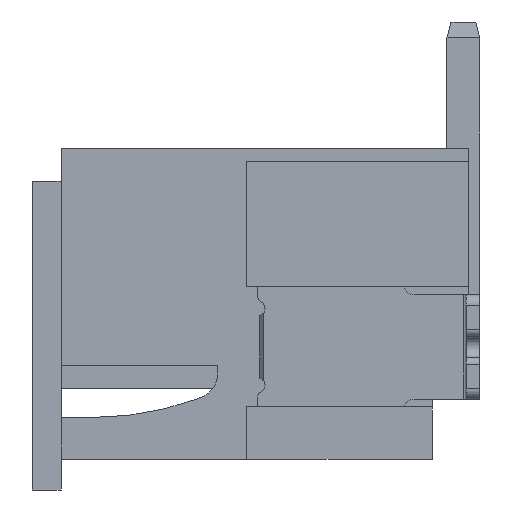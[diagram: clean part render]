
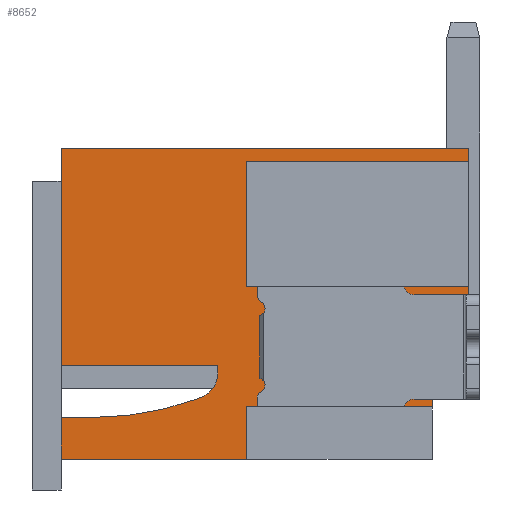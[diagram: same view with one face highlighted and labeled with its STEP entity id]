
A CAD part, left-side view. The second image highlights one B-rep face of the part: STEP entity #8652.
In plain terms, the highlighted planar face has unit normal (-1, 0, 0).
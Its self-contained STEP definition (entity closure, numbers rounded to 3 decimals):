
#1=DIRECTION('',(0.,0.841,-0.541));
#2=VECTOR('',#1,0.832);
#3=CARTESIAN_POINT('',(-23.75,-7.8,2.1));
#4=LINE('',#3,#2);
#5=DIRECTION('',(0.,0.707,-0.707));
#6=VECTOR('',#5,0.212);
#7=CARTESIAN_POINT('',(-23.75,-3.7,0.45));
#8=LINE('',#7,#6);
#9=CARTESIAN_POINT('',(-23.75,-0.6,6.622));
#10=DIRECTION('',(-1.,0.,0.));
#11=DIRECTION('',(0.,0.,-1.));
#12=AXIS2_PLACEMENT_3D('',#9,#10,#11);
#14=DIRECTION('',(0.,-0.94,0.342));
#15=VECTOR('',#14,0.085);
#16=CARTESIAN_POINT('',(-23.75,-2.591,1.151));
#17=LINE('',#16,#15);
#18=CARTESIAN_POINT('',(-23.75,-2.5,1.65));
#19=DIRECTION('',(-1.,0.,0.));
#20=DIRECTION('',(0.,-0.342,-0.94));
#21=AXIS2_PLACEMENT_3D('',#18,#19,#20);
#23=DIRECTION('',(0.,-0.707,-0.707));
#24=VECTOR('',#23,0.212);
#25=CARTESIAN_POINT('',(-23.75,-3.55,4.));
#26=LINE('',#25,#24);
#31=DIRECTION('',(0.,0.,1.));
#32=VECTOR('',#31,1.2);
#33=CARTESIAN_POINT('',(-23.75,-7.8,2.1));
#34=LINE('',#33,#32);
#35=DIRECTION('',(0.,0.,1.));
#36=VECTOR('',#35,0.25);
#37=CARTESIAN_POINT('',(-23.75,-7.8,5.7));
#38=LINE('',#37,#36);
#55=DIRECTION('',(0.,1.,0.));
#56=VECTOR('',#55,1.25);
#57=CARTESIAN_POINT('',(-23.75,-7.8,3.3));
#58=LINE('',#57,#56);
#227=DIRECTION('',(0.,0.,1.));
#228=VECTOR('',#227,0.55);
#229=CARTESIAN_POINT('',(-23.75,-6.55,3.3));
#230=LINE('',#229,#228);
#251=DIRECTION('',(0.,1.,0.));
#252=VECTOR('',#251,2.85);
#253=CARTESIAN_POINT('',(-23.75,-6.55,3.85));
#254=LINE('',#253,#252);
#283=DIRECTION('',(0.,0.,1.));
#284=VECTOR('',#283,1.7);
#285=CARTESIAN_POINT('',(-23.75,-3.55,4.));
#286=LINE('',#285,#284);
#315=DIRECTION('',(0.,-1.,0.));
#316=VECTOR('',#315,4.25);
#317=CARTESIAN_POINT('',(-23.75,-3.55,5.7));
#318=LINE('',#317,#316);
#373=DIRECTION('',(0.,-1.,0.));
#374=VECTOR('',#373,2.85);
#375=CARTESIAN_POINT('',(-23.75,-3.7,0.45));
#376=LINE('',#375,#374);
#417=DIRECTION('',(0.,-1.,0.));
#418=VECTOR('',#417,0.55);
#419=CARTESIAN_POINT('',(-23.75,-6.55,1.));
#420=LINE('',#419,#418);
#647=DIRECTION('',(0.,0.,1.));
#648=VECTOR('',#647,0.55);
#649=CARTESIAN_POINT('',(-23.75,-6.55,0.45));
#650=LINE('',#649,#648);
#695=DIRECTION('',(0.,0.,1.));
#696=VECTOR('',#695,0.65);
#697=CARTESIAN_POINT('',(-23.75,-7.1,1.));
#698=LINE('',#697,#696);
#1094=DIRECTION('',(0.,1.,0.));
#1095=VECTOR('',#1094,0.6);
#1096=CARTESIAN_POINT('',(-23.75,-0.6,0.8));
#1097=LINE('',#1096,#1095);
#2169=DIRECTION('',(0.,0.,-1.));
#2170=VECTOR('',#2169,4.15);
#2171=CARTESIAN_POINT('',(-23.75,0.,5.95));
#2172=LINE('',#2171,#2170);
#2264=DIRECTION('',(0.,-1.,0.));
#2265=VECTOR('',#2264,3.55);
#2266=CARTESIAN_POINT('',(-23.75,0.,0.));
#2267=LINE('',#2266,#2265);
#2367=DIRECTION('',(0.,0.,-1.));
#2368=VECTOR('',#2367,0.8);
#2369=CARTESIAN_POINT('',(-23.75,0.,0.8));
#2370=LINE('',#2369,#2368);
#2379=DIRECTION('',(0.,0.,1.));
#2380=VECTOR('',#2379,0.3);
#2381=CARTESIAN_POINT('',(-23.75,-3.55,0.));
#2382=LINE('',#2381,#2380);
#3835=DIRECTION('',(0.,1.,0.));
#3836=VECTOR('',#3835,7.8);
#3837=CARTESIAN_POINT('',(-23.75,-7.8,5.95));
#3838=LINE('',#3837,#3836);
#5197=DIRECTION('',(0.,-1.,0.));
#5198=VECTOR('',#5197,3.);
#5199=CARTESIAN_POINT('',(-23.75,0.,1.8));
#5200=LINE('',#5199,#5198);
#5235=DIRECTION('',(0.,0.,-1.));
#5236=VECTOR('',#5235,0.15);
#5237=CARTESIAN_POINT('',(-23.75,-3.,1.8));
#5238=LINE('',#5237,#5236);
#6573=CARTESIAN_POINT('',(-23.75,-7.8,2.1));
#6574=CARTESIAN_POINT('',(-23.75,-7.1,1.65));
#6575=VERTEX_POINT('',#6573);
#6576=VERTEX_POINT('',#6574);
#6577=CARTESIAN_POINT('',(-23.75,-7.1,1.));
#6578=VERTEX_POINT('',#6577);
#6579=CARTESIAN_POINT('',(-23.75,-6.55,1.));
#6580=VERTEX_POINT('',#6579);
#6581=CARTESIAN_POINT('',(-23.75,-3.7,0.45));
#6582=CARTESIAN_POINT('',(-23.75,-6.55,0.45));
#6583=VERTEX_POINT('',#6581);
#6584=VERTEX_POINT('',#6582);
#6585=CARTESIAN_POINT('',(-23.75,-3.55,0.));
#6586=CARTESIAN_POINT('',(-23.75,-3.55,0.3));
#6587=VERTEX_POINT('',#6585);
#6588=VERTEX_POINT('',#6586);
#6589=CARTESIAN_POINT('',(-23.75,0.,0.));
#6590=VERTEX_POINT('',#6589);
#6591=CARTESIAN_POINT('',(-23.75,0.,0.8));
#6592=VERTEX_POINT('',#6591);
#6593=CARTESIAN_POINT('',(-23.75,-0.6,0.8));
#6594=VERTEX_POINT('',#6593);
#6595=CARTESIAN_POINT('',(-23.75,-2.591,1.151));
#6596=VERTEX_POINT('',#6595);
#6597=CARTESIAN_POINT('',(-23.75,-2.671,1.18));
#6598=VERTEX_POINT('',#6597);
#6599=CARTESIAN_POINT('',(-23.75,-3.,1.65));
#6600=VERTEX_POINT('',#6599);
#6601=CARTESIAN_POINT('',(-23.75,-3.,1.8));
#6602=VERTEX_POINT('',#6601);
#6603=CARTESIAN_POINT('',(-23.75,0.,1.8));
#6604=VERTEX_POINT('',#6603);
#6605=CARTESIAN_POINT('',(-23.75,0.,5.95));
#6606=VERTEX_POINT('',#6605);
#6607=CARTESIAN_POINT('',(-23.75,-7.8,5.95));
#6608=VERTEX_POINT('',#6607);
#6609=CARTESIAN_POINT('',(-23.75,-3.55,5.7));
#6610=CARTESIAN_POINT('',(-23.75,-7.8,5.7));
#6611=VERTEX_POINT('',#6609);
#6612=VERTEX_POINT('',#6610);
#6613=CARTESIAN_POINT('',(-23.75,-3.55,4.));
#6614=VERTEX_POINT('',#6613);
#6615=CARTESIAN_POINT('',(-23.75,-7.8,3.3));
#6616=VERTEX_POINT('',#6615);
#7489=CARTESIAN_POINT('',(-23.75,-6.55,3.3));
#7490=VERTEX_POINT('',#7489);
#7505=CARTESIAN_POINT('',(-23.75,-6.55,3.85));
#7506=VERTEX_POINT('',#7505);
#7511=CARTESIAN_POINT('',(-23.75,-3.7,3.85));
#7512=VERTEX_POINT('',#7511);
#8595=CARTESIAN_POINT('',(-23.75,-3.9,2.975));
#8596=DIRECTION('',(1.,0.,0.));
#8597=DIRECTION('',(0.,0.,1.));
#8598=AXIS2_PLACEMENT_3D('',#8595,#8596,#8597);
#8599=PLANE('',#8598);
#8601=ORIENTED_EDGE('',*,*,#8600,.T.);
#8603=ORIENTED_EDGE('',*,*,#8602,.F.);
#8605=ORIENTED_EDGE('',*,*,#8604,.F.);
#8607=ORIENTED_EDGE('',*,*,#8606,.F.);
#8609=ORIENTED_EDGE('',*,*,#8608,.F.);
#8611=ORIENTED_EDGE('',*,*,#8610,.T.);
#8613=ORIENTED_EDGE('',*,*,#8612,.F.);
#8615=ORIENTED_EDGE('',*,*,#8614,.F.);
#8617=ORIENTED_EDGE('',*,*,#8616,.F.);
#8619=ORIENTED_EDGE('',*,*,#8618,.F.);
#8621=ORIENTED_EDGE('',*,*,#8620,.T.);
#8623=ORIENTED_EDGE('',*,*,#8622,.T.);
#8625=ORIENTED_EDGE('',*,*,#8624,.T.);
#8627=ORIENTED_EDGE('',*,*,#8626,.F.);
#8629=ORIENTED_EDGE('',*,*,#8628,.F.);
#8631=ORIENTED_EDGE('',*,*,#8630,.F.);
#8633=ORIENTED_EDGE('',*,*,#8632,.F.);
#8635=ORIENTED_EDGE('',*,*,#8634,.F.);
#8637=ORIENTED_EDGE('',*,*,#8636,.F.);
#8639=ORIENTED_EDGE('',*,*,#8638,.F.);
#8641=ORIENTED_EDGE('',*,*,#8640,.T.);
#8643=ORIENTED_EDGE('',*,*,#8642,.F.);
#8645=ORIENTED_EDGE('',*,*,#8644,.F.);
#8647=ORIENTED_EDGE('',*,*,#8646,.F.);
#8649=ORIENTED_EDGE('',*,*,#8648,.F.);
#8650=EDGE_LOOP('',(#8601,#8603,#8605,#8607,#8609,#8611,#8613,#8615,#8617,#8619,
#8621,#8623,#8625,#8627,#8629,#8631,#8633,#8635,#8637,#8639,#8641,#8643,#8645,
#8647,#8649));
#8651=FACE_OUTER_BOUND('',#8650,.F.);
#13=CIRCLE('',#12,5.822);
#22=CIRCLE('',#21,0.5);
#8600=EDGE_CURVE('',#6575,#6576,#4,.T.);
#8602=EDGE_CURVE('',#6578,#6576,#698,.T.);
#8604=EDGE_CURVE('',#6580,#6578,#420,.T.);
#8606=EDGE_CURVE('',#6584,#6580,#650,.T.);
#8608=EDGE_CURVE('',#6583,#6584,#376,.T.);
#8610=EDGE_CURVE('',#6583,#6588,#8,.T.);
#8612=EDGE_CURVE('',#6587,#6588,#2382,.T.);
#8614=EDGE_CURVE('',#6590,#6587,#2267,.T.);
#8616=EDGE_CURVE('',#6592,#6590,#2370,.T.);
#8618=EDGE_CURVE('',#6594,#6592,#1097,.T.);
#8620=EDGE_CURVE('',#6594,#6596,#13,.T.);
#8622=EDGE_CURVE('',#6596,#6598,#17,.T.);
#8624=EDGE_CURVE('',#6598,#6600,#22,.T.);
#8626=EDGE_CURVE('',#6602,#6600,#5238,.T.);
#8628=EDGE_CURVE('',#6604,#6602,#5200,.T.);
#8630=EDGE_CURVE('',#6606,#6604,#2172,.T.);
#8632=EDGE_CURVE('',#6608,#6606,#3838,.T.);
#8634=EDGE_CURVE('',#6612,#6608,#38,.T.);
#8636=EDGE_CURVE('',#6611,#6612,#318,.T.);
#8638=EDGE_CURVE('',#6614,#6611,#286,.T.);
#8640=EDGE_CURVE('',#6614,#7512,#26,.T.);
#8642=EDGE_CURVE('',#7506,#7512,#254,.T.);
#8644=EDGE_CURVE('',#7490,#7506,#230,.T.);
#8646=EDGE_CURVE('',#6616,#7490,#58,.T.);
#8648=EDGE_CURVE('',#6575,#6616,#34,.T.);
#8652=ADVANCED_FACE('',(#8651),#8599,.F.);
